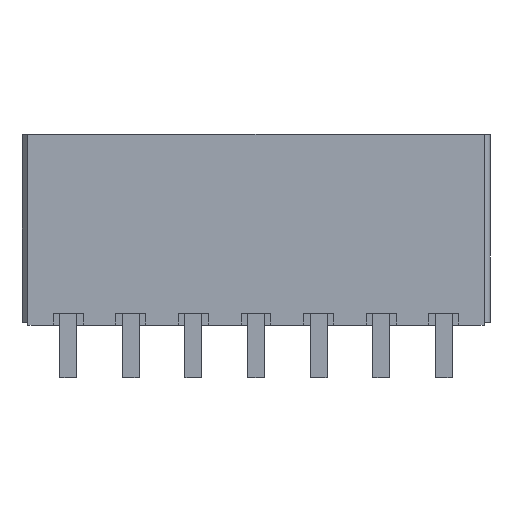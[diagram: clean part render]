
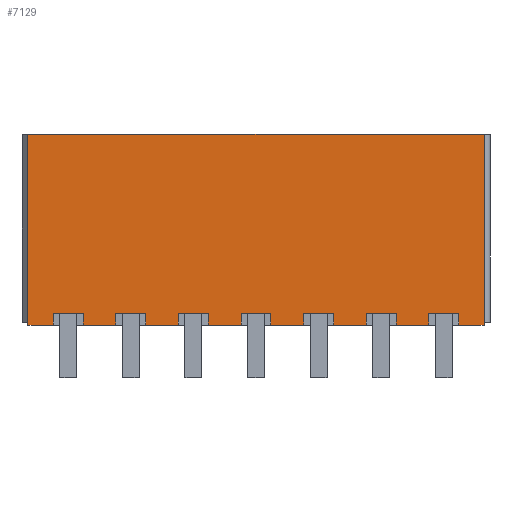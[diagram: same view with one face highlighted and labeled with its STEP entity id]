
A CAD part, top view. The second image highlights one B-rep face of the part: STEP entity #7129.
In plain terms, the highlighted planar face has unit normal (0, 0, 1).
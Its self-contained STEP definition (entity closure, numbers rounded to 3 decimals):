
#9=DIRECTION('',(0.,-1.,0.));
#10=VECTOR('',#9,12.8);
#11=CARTESIAN_POINT('',(-15.3,12.8,4.8));
#12=LINE('',#11,#10);
#665=DIRECTION('',(1.,0.,0.));
#666=VECTOR('',#665,1.7);
#667=CARTESIAN_POINT('',(13.6,0.,4.8));
#668=LINE('',#667,#666);
#685=DIRECTION('',(1.,0.,0.));
#686=VECTOR('',#685,2.2);
#687=CARTESIAN_POINT('',(9.4,0.,4.8));
#688=LINE('',#687,#686);
#713=DIRECTION('',(1.,0.,0.));
#714=VECTOR('',#713,2.2);
#715=CARTESIAN_POINT('',(5.2,0.,4.8));
#716=LINE('',#715,#714);
#741=DIRECTION('',(1.,0.,0.));
#742=VECTOR('',#741,2.2);
#743=CARTESIAN_POINT('',(1.,0.,4.8));
#744=LINE('',#743,#742);
#769=DIRECTION('',(1.,0.,0.));
#770=VECTOR('',#769,2.2);
#771=CARTESIAN_POINT('',(-3.2,0.,4.8));
#772=LINE('',#771,#770);
#797=DIRECTION('',(1.,0.,0.));
#798=VECTOR('',#797,2.2);
#799=CARTESIAN_POINT('',(-7.4,0.,4.8));
#800=LINE('',#799,#798);
#825=DIRECTION('',(1.,0.,0.));
#826=VECTOR('',#825,1.7);
#827=CARTESIAN_POINT('',(-15.3,0.,4.8));
#828=LINE('',#827,#826);
#837=DIRECTION('',(1.,0.,0.));
#838=VECTOR('',#837,2.2);
#839=CARTESIAN_POINT('',(-11.6,0.,4.8));
#840=LINE('',#839,#838);
#1041=DIRECTION('',(0.,-1.,0.));
#1042=VECTOR('',#1041,12.8);
#1043=CARTESIAN_POINT('',(15.3,12.8,4.8));
#1044=LINE('',#1043,#1042);
#1395=DIRECTION('',(1.,0.,0.));
#1396=VECTOR('',#1395,30.6);
#1397=CARTESIAN_POINT('',(-15.3,12.8,4.8));
#1398=LINE('',#1397,#1396);
#1399=DIRECTION('',(0.,1.,0.));
#1400=VECTOR('',#1399,0.8);
#1401=CARTESIAN_POINT('',(13.6,0.,4.8));
#1402=LINE('',#1401,#1400);
#1403=DIRECTION('',(1.,0.,0.));
#1404=VECTOR('',#1403,2.);
#1405=CARTESIAN_POINT('',(11.6,0.8,4.8));
#1406=LINE('',#1405,#1404);
#1407=DIRECTION('',(0.,1.,0.));
#1408=VECTOR('',#1407,0.8);
#1409=CARTESIAN_POINT('',(11.6,0.,4.8));
#1410=LINE('',#1409,#1408);
#1411=DIRECTION('',(0.,1.,0.));
#1412=VECTOR('',#1411,0.8);
#1413=CARTESIAN_POINT('',(9.4,0.,4.8));
#1414=LINE('',#1413,#1412);
#1415=DIRECTION('',(1.,0.,0.));
#1416=VECTOR('',#1415,2.);
#1417=CARTESIAN_POINT('',(7.4,0.8,4.8));
#1418=LINE('',#1417,#1416);
#1419=DIRECTION('',(0.,1.,0.));
#1420=VECTOR('',#1419,0.8);
#1421=CARTESIAN_POINT('',(7.4,0.,4.8));
#1422=LINE('',#1421,#1420);
#1423=DIRECTION('',(0.,1.,0.));
#1424=VECTOR('',#1423,0.8);
#1425=CARTESIAN_POINT('',(5.2,0.,4.8));
#1426=LINE('',#1425,#1424);
#1427=DIRECTION('',(1.,0.,0.));
#1428=VECTOR('',#1427,2.);
#1429=CARTESIAN_POINT('',(3.2,0.8,4.8));
#1430=LINE('',#1429,#1428);
#1431=DIRECTION('',(0.,1.,0.));
#1432=VECTOR('',#1431,0.8);
#1433=CARTESIAN_POINT('',(3.2,0.,4.8));
#1434=LINE('',#1433,#1432);
#1435=DIRECTION('',(0.,1.,0.));
#1436=VECTOR('',#1435,0.8);
#1437=CARTESIAN_POINT('',(1.,0.,4.8));
#1438=LINE('',#1437,#1436);
#1439=DIRECTION('',(1.,0.,0.));
#1440=VECTOR('',#1439,2.);
#1441=CARTESIAN_POINT('',(-1.,0.8,4.8));
#1442=LINE('',#1441,#1440);
#1443=DIRECTION('',(0.,1.,0.));
#1444=VECTOR('',#1443,0.8);
#1445=CARTESIAN_POINT('',(-1.,0.,4.8));
#1446=LINE('',#1445,#1444);
#1447=DIRECTION('',(0.,1.,0.));
#1448=VECTOR('',#1447,0.8);
#1449=CARTESIAN_POINT('',(-3.2,0.,4.8));
#1450=LINE('',#1449,#1448);
#1451=DIRECTION('',(1.,0.,0.));
#1452=VECTOR('',#1451,2.);
#1453=CARTESIAN_POINT('',(-5.2,0.8,4.8));
#1454=LINE('',#1453,#1452);
#1455=DIRECTION('',(0.,1.,0.));
#1456=VECTOR('',#1455,0.8);
#1457=CARTESIAN_POINT('',(-5.2,0.,4.8));
#1458=LINE('',#1457,#1456);
#1459=DIRECTION('',(0.,1.,0.));
#1460=VECTOR('',#1459,0.8);
#1461=CARTESIAN_POINT('',(-7.4,0.,4.8));
#1462=LINE('',#1461,#1460);
#1463=DIRECTION('',(1.,0.,0.));
#1464=VECTOR('',#1463,2.);
#1465=CARTESIAN_POINT('',(-9.4,0.8,4.8));
#1466=LINE('',#1465,#1464);
#1467=DIRECTION('',(0.,1.,0.));
#1468=VECTOR('',#1467,0.8);
#1469=CARTESIAN_POINT('',(-9.4,0.,4.8));
#1470=LINE('',#1469,#1468);
#1471=DIRECTION('',(0.,1.,0.));
#1472=VECTOR('',#1471,0.8);
#1473=CARTESIAN_POINT('',(-11.6,0.,4.8));
#1474=LINE('',#1473,#1472);
#1475=DIRECTION('',(1.,0.,0.));
#1476=VECTOR('',#1475,2.);
#1477=CARTESIAN_POINT('',(-13.6,0.8,4.8));
#1478=LINE('',#1477,#1476);
#1479=DIRECTION('',(0.,1.,0.));
#1480=VECTOR('',#1479,0.8);
#1481=CARTESIAN_POINT('',(-13.6,0.,4.8));
#1482=LINE('',#1481,#1480);
#4139=CARTESIAN_POINT('',(-15.3,12.8,4.8));
#4140=CARTESIAN_POINT('',(-15.3,0.,4.8));
#4141=VERTEX_POINT('',#4139);
#4142=VERTEX_POINT('',#4140);
#4147=CARTESIAN_POINT('',(15.3,12.8,4.8));
#4148=CARTESIAN_POINT('',(15.3,0.,4.8));
#4149=VERTEX_POINT('',#4147);
#4150=VERTEX_POINT('',#4148);
#4269=CARTESIAN_POINT('',(13.6,0.,4.8));
#4270=VERTEX_POINT('',#4269);
#4523=CARTESIAN_POINT('',(9.4,0.,4.8));
#4524=CARTESIAN_POINT('',(11.6,0.,4.8));
#4525=VERTEX_POINT('',#4523);
#4526=VERTEX_POINT('',#4524);
#4541=CARTESIAN_POINT('',(5.2,0.,4.8));
#4542=CARTESIAN_POINT('',(7.4,0.,4.8));
#4543=VERTEX_POINT('',#4541);
#4544=VERTEX_POINT('',#4542);
#4559=CARTESIAN_POINT('',(1.,0.,4.8));
#4560=CARTESIAN_POINT('',(3.2,0.,4.8));
#4561=VERTEX_POINT('',#4559);
#4562=VERTEX_POINT('',#4560);
#4577=CARTESIAN_POINT('',(-3.2,0.,4.8));
#4578=CARTESIAN_POINT('',(-1.,0.,4.8));
#4579=VERTEX_POINT('',#4577);
#4580=VERTEX_POINT('',#4578);
#4595=CARTESIAN_POINT('',(-7.4,0.,4.8));
#4596=CARTESIAN_POINT('',(-5.2,0.,4.8));
#4597=VERTEX_POINT('',#4595);
#4598=VERTEX_POINT('',#4596);
#4613=CARTESIAN_POINT('',(-13.6,0.,4.8));
#4614=VERTEX_POINT('',#4613);
#4615=CARTESIAN_POINT('',(-11.6,0.,4.8));
#4616=CARTESIAN_POINT('',(-9.4,0.,4.8));
#4617=VERTEX_POINT('',#4615);
#4618=VERTEX_POINT('',#4616);
#4815=CARTESIAN_POINT('',(11.6,0.8,4.8));
#4816=CARTESIAN_POINT('',(13.6,0.8,4.8));
#4817=VERTEX_POINT('',#4815);
#4818=VERTEX_POINT('',#4816);
#4845=CARTESIAN_POINT('',(7.4,0.8,4.8));
#4846=CARTESIAN_POINT('',(9.4,0.8,4.8));
#4847=VERTEX_POINT('',#4845);
#4848=VERTEX_POINT('',#4846);
#4875=CARTESIAN_POINT('',(3.2,0.8,4.8));
#4876=CARTESIAN_POINT('',(5.2,0.8,4.8));
#4877=VERTEX_POINT('',#4875);
#4878=VERTEX_POINT('',#4876);
#4905=CARTESIAN_POINT('',(-1.,0.8,4.8));
#4906=CARTESIAN_POINT('',(1.,0.8,4.8));
#4907=VERTEX_POINT('',#4905);
#4908=VERTEX_POINT('',#4906);
#4935=CARTESIAN_POINT('',(-5.2,0.8,4.8));
#4936=CARTESIAN_POINT('',(-3.2,0.8,4.8));
#4937=VERTEX_POINT('',#4935);
#4938=VERTEX_POINT('',#4936);
#4965=CARTESIAN_POINT('',(-9.4,0.8,4.8));
#4966=CARTESIAN_POINT('',(-7.4,0.8,4.8));
#4967=VERTEX_POINT('',#4965);
#4968=VERTEX_POINT('',#4966);
#4995=CARTESIAN_POINT('',(-13.6,0.8,4.8));
#4996=CARTESIAN_POINT('',(-11.6,0.8,4.8));
#4997=VERTEX_POINT('',#4995);
#4998=VERTEX_POINT('',#4996);
#7070=CARTESIAN_POINT('',(-15.3,12.8,4.8));
#7071=DIRECTION('',(0.,0.,1.));
#7072=DIRECTION('',(0.,-1.,0.));
#7073=AXIS2_PLACEMENT_3D('',#7070,#7071,#7072);
#7074=PLANE('',#7073);
#7075=ORIENTED_EDGE('',*,*,#6436,.F.);
#7076=ORIENTED_EDGE('',*,*,#5520,.F.);
#7077=ORIENTED_EDGE('',*,*,#6822,.T.);
#7078=ORIENTED_EDGE('',*,*,#6791,.T.);
#7079=ORIENTED_EDGE('',*,*,#6256,.F.);
#7081=ORIENTED_EDGE('',*,*,#7080,.T.);
#7082=ORIENTED_EDGE('',*,*,#6133,.F.);
#7084=ORIENTED_EDGE('',*,*,#7083,.F.);
#7085=ORIENTED_EDGE('',*,*,#6286,.F.);
#7087=ORIENTED_EDGE('',*,*,#7086,.T.);
#7089=ORIENTED_EDGE('',*,*,#7088,.F.);
#7091=ORIENTED_EDGE('',*,*,#7090,.F.);
#7092=ORIENTED_EDGE('',*,*,#6316,.F.);
#7094=ORIENTED_EDGE('',*,*,#7093,.T.);
#7096=ORIENTED_EDGE('',*,*,#7095,.F.);
#7098=ORIENTED_EDGE('',*,*,#7097,.F.);
#7099=ORIENTED_EDGE('',*,*,#6346,.F.);
#7101=ORIENTED_EDGE('',*,*,#7100,.T.);
#7103=ORIENTED_EDGE('',*,*,#7102,.F.);
#7105=ORIENTED_EDGE('',*,*,#7104,.F.);
#7106=ORIENTED_EDGE('',*,*,#6376,.F.);
#7108=ORIENTED_EDGE('',*,*,#7107,.T.);
#7110=ORIENTED_EDGE('',*,*,#7109,.F.);
#7112=ORIENTED_EDGE('',*,*,#7111,.F.);
#7113=ORIENTED_EDGE('',*,*,#6406,.F.);
#7115=ORIENTED_EDGE('',*,*,#7114,.T.);
#7117=ORIENTED_EDGE('',*,*,#7116,.F.);
#7119=ORIENTED_EDGE('',*,*,#7118,.F.);
#7120=ORIENTED_EDGE('',*,*,#6450,.F.);
#7122=ORIENTED_EDGE('',*,*,#7121,.T.);
#7124=ORIENTED_EDGE('',*,*,#7123,.F.);
#7126=ORIENTED_EDGE('',*,*,#7125,.F.);
#7127=EDGE_LOOP('',(#7075,#7076,#7077,#7078,#7079,#7081,#7082,#7084,#7085,#7087,
#7089,#7091,#7092,#7094,#7096,#7098,#7099,#7101,#7103,#7105,#7106,#7108,#7110,
#7112,#7113,#7115,#7117,#7119,#7120,#7122,#7124,#7126));
#7128=FACE_OUTER_BOUND('',#7127,.F.);
#7129=ADVANCED_FACE('',(#7128),#7074,.T.);
#5520=EDGE_CURVE('',#4141,#4142,#12,.T.);
#6133=EDGE_CURVE('',#4817,#4818,#1406,.T.);
#6256=EDGE_CURVE('',#4270,#4150,#668,.T.);
#6286=EDGE_CURVE('',#4525,#4526,#688,.T.);
#6316=EDGE_CURVE('',#4543,#4544,#716,.T.);
#6346=EDGE_CURVE('',#4561,#4562,#744,.T.);
#6376=EDGE_CURVE('',#4579,#4580,#772,.T.);
#6406=EDGE_CURVE('',#4597,#4598,#800,.T.);
#6436=EDGE_CURVE('',#4142,#4614,#828,.T.);
#6450=EDGE_CURVE('',#4617,#4618,#840,.T.);
#6791=EDGE_CURVE('',#4149,#4150,#1044,.T.);
#6822=EDGE_CURVE('',#4141,#4149,#1398,.T.);
#7080=EDGE_CURVE('',#4270,#4818,#1402,.T.);
#7083=EDGE_CURVE('',#4526,#4817,#1410,.T.);
#7086=EDGE_CURVE('',#4525,#4848,#1414,.T.);
#7088=EDGE_CURVE('',#4847,#4848,#1418,.T.);
#7090=EDGE_CURVE('',#4544,#4847,#1422,.T.);
#7093=EDGE_CURVE('',#4543,#4878,#1426,.T.);
#7095=EDGE_CURVE('',#4877,#4878,#1430,.T.);
#7097=EDGE_CURVE('',#4562,#4877,#1434,.T.);
#7100=EDGE_CURVE('',#4561,#4908,#1438,.T.);
#7102=EDGE_CURVE('',#4907,#4908,#1442,.T.);
#7104=EDGE_CURVE('',#4580,#4907,#1446,.T.);
#7107=EDGE_CURVE('',#4579,#4938,#1450,.T.);
#7109=EDGE_CURVE('',#4937,#4938,#1454,.T.);
#7111=EDGE_CURVE('',#4598,#4937,#1458,.T.);
#7114=EDGE_CURVE('',#4597,#4968,#1462,.T.);
#7116=EDGE_CURVE('',#4967,#4968,#1466,.T.);
#7118=EDGE_CURVE('',#4618,#4967,#1470,.T.);
#7121=EDGE_CURVE('',#4617,#4998,#1474,.T.);
#7123=EDGE_CURVE('',#4997,#4998,#1478,.T.);
#7125=EDGE_CURVE('',#4614,#4997,#1482,.T.);
